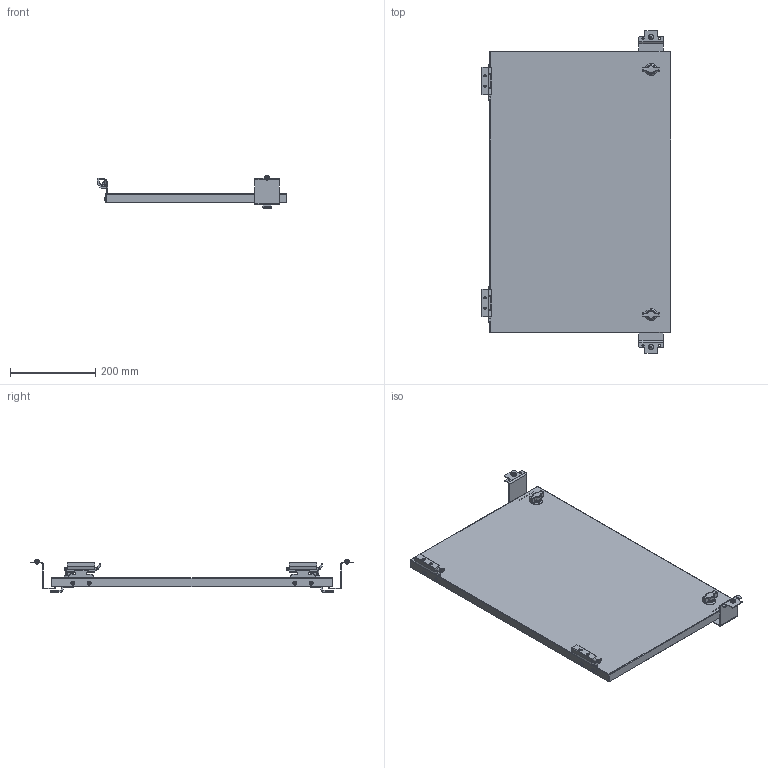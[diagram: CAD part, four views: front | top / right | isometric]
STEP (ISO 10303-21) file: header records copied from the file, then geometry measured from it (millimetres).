
FILE_DESCRIPTION (( 'STEP AP214' ), '1' );
FILE_NAME ('SCE-DF30EL20LP.STEP', '2022-07-27T16:58:39', ( '' ), ( '' ), 'SwSTEP 2.0', 'SolidWorks 2021', '' );
FILE_SCHEMA (( 'AUTOMOTIVE_DESIGN' ));
Length unit declared in the file: inch
Products named in the file (1): SCE-DF30EL20LP
Bounding box: 444.33 x 757.88 x 79.21 mm (x, y, z)
Volume: 602837.7 mm3; surface area: 740052.2 mm2
Topology: 37 solids, 37 shells, 1183 faces, 2961 edges, 1815 vertices
Faces by surface type: plane 611, cylinder 314, bspline 154, cone 54, torus 42, sphere 8
Full cylindrical faces by diameter (mm): 3.962 x2, 4.318 x6, 4.775 x8, 4.826 x6, 4.978 x6, 5 x2, 5.334 x4, 5.639 x4, 6.325 x8, 6.35 x8, 8.636 x6, 9.474 x4, 9.9 x2, 10 x2, 11 x2, 12.446 x2, 12.7 x2, 12.8 x2, 16 x4, 16.1 x2, 19.8 x2, 28 x2
Entity records: 39798 total; most frequent: CARTESIAN_POINT 13188, ORIENTED_EDGE 5372, DIRECTION 5074, EDGE_CURVE 2686, AXIS2_PLACEMENT_3D 1796, VERTEX_POINT 1768, VECTOR 1482, LINE 1482
